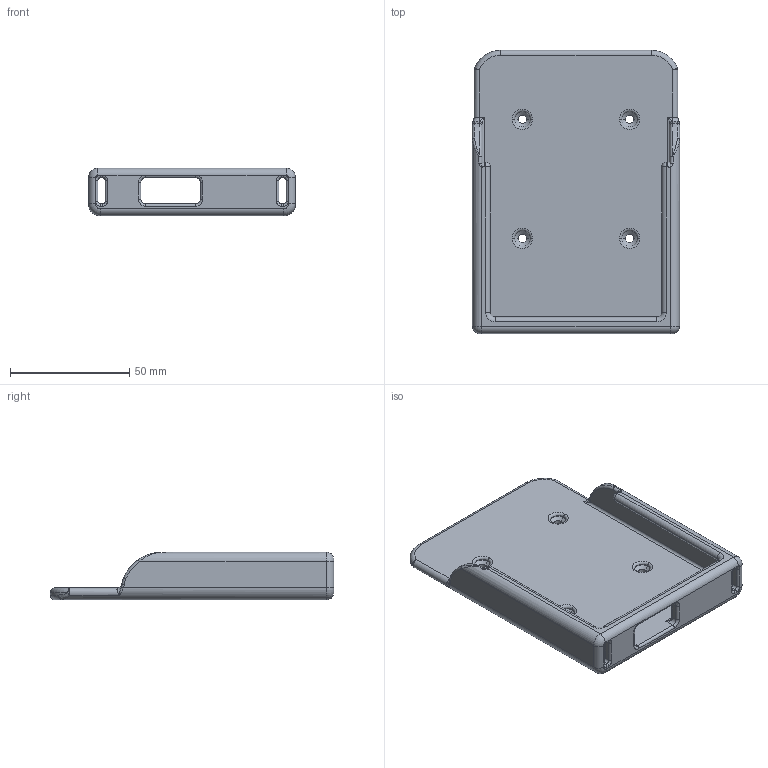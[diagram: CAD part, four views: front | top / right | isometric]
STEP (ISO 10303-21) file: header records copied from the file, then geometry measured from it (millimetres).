
FILE_DESCRIPTION (( 'STEP AP203' ), '1' );
FILE_NAME ('Soporte Movil PAPA.STEP', '2015-12-15T08:29:12', ( '' ), ( '' ), 'SwSTEP 2.0', 'SolidWorks 2014', '' );
FILE_SCHEMA (( 'CONFIG_CONTROL_DESIGN' ));
Length unit declared in the file: millimetre
Products named in the file (1): Soporte Movil PAPA
Bounding box: 87 x 119 x 20 mm (x, y, z)
Volume: 64776.8 mm3; surface area: 29523.6 mm2
Topology: 1 solids, 1 shells, 182 faces, 432 edges, 230 vertices
Faces by surface type: cylinder 78, torus 46, bspline 24, plane 20, cone 8, sphere 6
Entity records: 6607 total; most frequent: CARTESIAN_POINT 2517, DIRECTION 894, ORIENTED_EDGE 828, EDGE_CURVE 414, AXIS2_PLACEMENT_3D 375, VERTEX_POINT 228, CIRCLE 216, EDGE_LOOP 190
